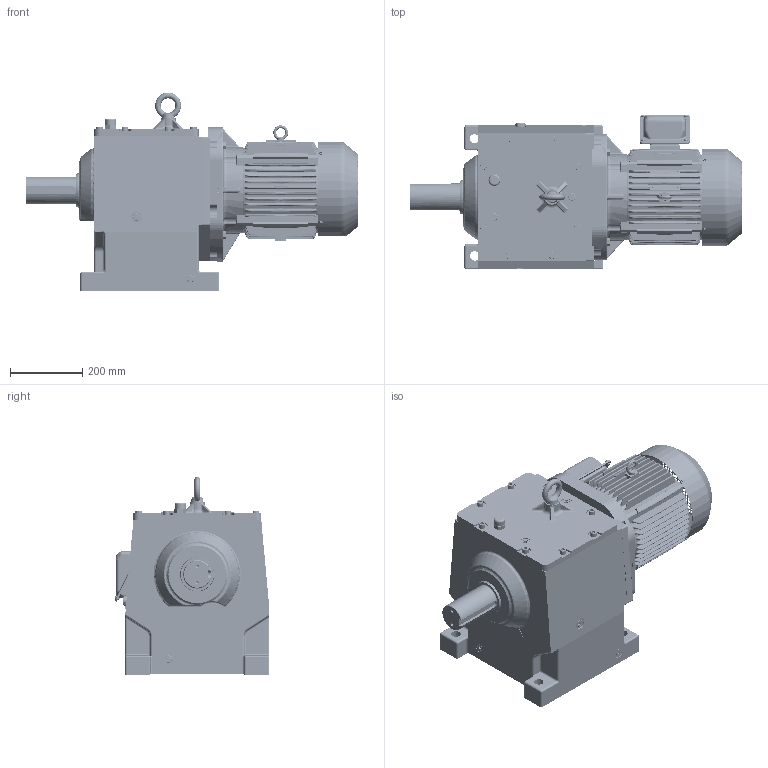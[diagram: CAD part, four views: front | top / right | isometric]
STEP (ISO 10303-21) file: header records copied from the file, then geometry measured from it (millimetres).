
FILE_DESCRIPTION(/* description */ ('Unknown'),/* implementation_level */ '2;1');
FILE_NAME(/* name */ 'EK2DO07249H001_HHM28_132M_CUSTOMER',/* time_stamp */ '2020-01-17T11:53:41+09:00',/* author */ ('Unknown'),/* organization */ ('Unknown'),/* preprocessor_version */ 'ST-DEVELOPER v16.7',/* originating_system */ 'DEX',/* authorisation */ $);
FILE_SCHEMA (('AUTOMOTIVE_DESIGN {1 0 10303 214 3 1 1}'));
Products named in the file (1): だお1
Bounding box: 920.6 x 429.42 x 550.96 mm (x, y, z)
Volume: 73739531.6 mm3; surface area: 2241297.3 mm2
Topology: 2 solids, 95 shells, 5592 faces, 14739 edges, 9326 vertices
Faces by surface type: plane 2359, cylinder 2098, bspline 759, cone 183, torus 164, sphere 29
Full cylindrical faces by diameter (mm): 2.6 x4, 3 x1, 4.917 x8, 5 x4, 6 x8, 6.647 x16, 7 x8, 7.7 x1, 8 x8, 8.376 x7, 8.999 x1, 10 x4, 10.106 x54, 10.5 x4, 12 x19, 13.033 x1, 13.835 x4, 14 x15, 15 x2, 16 x1, 16.4 x1, 17.294 x3, 18 x19, 19.5 x6, 20 x8, 20.376 x46, 22 x1, 26 x4, 27 x1, 28 x1
Entity records: 235820 total; most frequent: CARTESIAN_POINT 79913, ORIENTED_EDGE 27856, DIRECTION 27012, EDGE_CURVE 13928, AXIS2_PLACEMENT_3D 9838, VERTEX_POINT 9047, LINE 7336, VECTOR 7336
